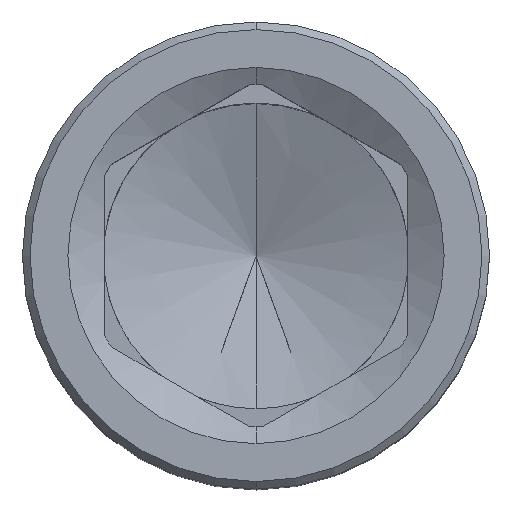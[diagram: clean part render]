
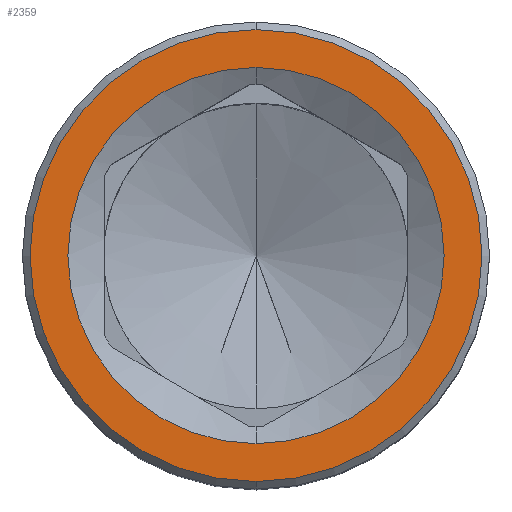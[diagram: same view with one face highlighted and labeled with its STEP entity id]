
A CAD part, top view. The second image highlights one B-rep face of the part: STEP entity #2359.
In plain terms, the highlighted planar face has unit normal (0, 0, 1).
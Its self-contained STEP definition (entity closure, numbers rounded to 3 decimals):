
#883=CARTESIAN_POINT('',(0.,0.,150.));
#884=DIRECTION('',(0.,0.,-1.));
#885=DIRECTION('',(0.,1.,0.));
#886=AXIS2_PLACEMENT_3D('',#883,#884,#885);
#888=CARTESIAN_POINT('',(0.,0.,150.));
#889=DIRECTION('',(0.,0.,-1.));
#890=DIRECTION('',(0.,-1.,0.));
#891=AXIS2_PLACEMENT_3D('',#888,#889,#890);
#893=CARTESIAN_POINT('',(0.,0.,150.));
#894=DIRECTION('',(0.,0.,1.));
#895=DIRECTION('',(0.,-1.,0.));
#896=AXIS2_PLACEMENT_3D('',#893,#894,#895);
#898=CARTESIAN_POINT('',(0.,0.,150.));
#899=DIRECTION('',(0.,0.,1.));
#900=DIRECTION('',(0.,1.,0.));
#901=AXIS2_PLACEMENT_3D('',#898,#899,#900);
#1300=CARTESIAN_POINT('',(0.,7.45,150.));
#1301=CARTESIAN_POINT('',(0.,-7.45,150.));
#1302=VERTEX_POINT('',#1300);
#1303=VERTEX_POINT('',#1301);
#1304=CARTESIAN_POINT('',(0.,-8.95,150.));
#1305=CARTESIAN_POINT('',(0.,8.95,150.));
#1306=VERTEX_POINT('',#1304);
#1307=VERTEX_POINT('',#1305);
#2343=CARTESIAN_POINT('',(0.,0.,150.));
#2344=DIRECTION('',(0.,0.,1.));
#2345=DIRECTION('',(0.,1.,0.));
#2346=AXIS2_PLACEMENT_3D('',#2343,#2344,#2345);
#2347=PLANE('',#2346);
#2348=ORIENTED_EDGE('',*,*,#2333,.F.);
#2350=ORIENTED_EDGE('',*,*,#2349,.F.);
#2351=EDGE_LOOP('',(#2348,#2350));
#2352=FACE_OUTER_BOUND('',#2351,.F.);
#2354=ORIENTED_EDGE('',*,*,#2353,.F.);
#2356=ORIENTED_EDGE('',*,*,#2355,.F.);
#2357=EDGE_LOOP('',(#2354,#2356));
#2358=FACE_BOUND('',#2357,.F.);
#2359=ADVANCED_FACE('',(#2352,#2358),#2347,.T.);
#887=CIRCLE('',#886,7.45);
#892=CIRCLE('',#891,7.45);
#897=CIRCLE('',#896,8.95);
#902=CIRCLE('',#901,8.95);
#2333=EDGE_CURVE('',#1306,#1307,#897,.T.);
#2349=EDGE_CURVE('',#1307,#1306,#902,.T.);
#2353=EDGE_CURVE('',#1302,#1303,#887,.T.);
#2355=EDGE_CURVE('',#1303,#1302,#892,.T.);
